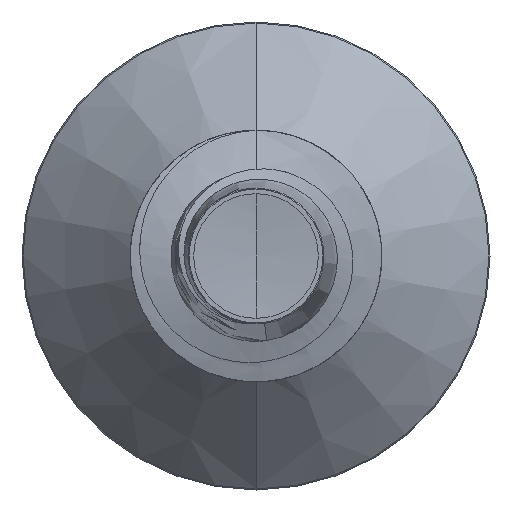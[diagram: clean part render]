
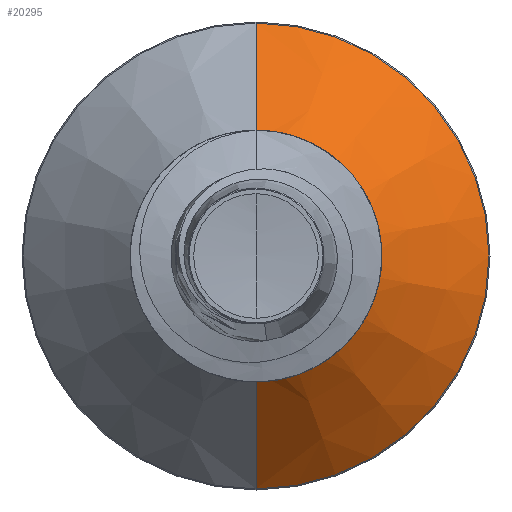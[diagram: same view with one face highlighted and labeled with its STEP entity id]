
A CAD part, front view. The second image highlights one B-rep face of the part: STEP entity #20295.
In plain terms, the highlighted conical face has half-angle 45 degrees and reference radius 2.301 mm.
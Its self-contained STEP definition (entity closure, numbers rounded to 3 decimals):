
#233 = EDGE_CURVE ( 'NONE', #7121, #10332, #5036, .T. ) ;
#383 = EDGE_CURVE ( 'NONE', #7906, #10332, #23745, .T. ) ;
#807 = CARTESIAN_POINT ( 'NONE',  ( 0., 21.901, 0. ) ) ;
#1677 = CIRCLE ( 'NONE', #4632, 2.301 ) ;
#3121 = DIRECTION ( 'NONE',  ( 0., 1., 0. ) ) ;
#3154 = CARTESIAN_POINT ( 'NONE',  ( 0., 21.901, 0. ) ) ;
#3676 = EDGE_CURVE ( 'NONE', #20936, #7906, #1677, .T. ) ;
#4179 = CARTESIAN_POINT ( 'NONE',  ( 0., 21.901, 2.301 ) ) ;
#4439 = DIRECTION ( 'NONE',  ( 0., 1., 0. ) ) ;
#4632 = AXIS2_PLACEMENT_3D ( 'NONE', #3154, #3121, #8134 ) ;
#4882 = CONICAL_SURFACE ( 'NONE', #15576, 2.301, 0.785 ) ;
#5036 = CIRCLE ( 'NONE', #23593, 4.628 ) ;
#5067 = FACE_OUTER_BOUND ( 'NONE', #21791, .T. ) ;
#5706 = DIRECTION ( 'NONE',  ( 0., 1., 0. ) ) ;
#6455 = LINE ( 'NONE', #17788, #19781 ) ;
#7121 = VERTEX_POINT ( 'NONE', #9342 ) ;
#7906 = VERTEX_POINT ( 'NONE', #9400 ) ;
#8134 = DIRECTION ( 'NONE',  ( 0., 0., 1. ) ) ;
#9249 = CARTESIAN_POINT ( 'NONE',  ( 0., 21.901, -2.301 ) ) ;
#9342 = CARTESIAN_POINT ( 'NONE',  ( 0., 24.228, 4.628 ) ) ;
#9400 = CARTESIAN_POINT ( 'NONE',  ( 0., 21.901, -2.301 ) ) ;
#10002 = CARTESIAN_POINT ( 'NONE',  ( 0., 24.228, 0. ) ) ;
#10332 = VERTEX_POINT ( 'NONE', #16492 ) ;
#13221 = EDGE_CURVE ( 'NONE', #20936, #7121, #6455, .T. ) ;
#14388 = DIRECTION ( 'NONE',  ( 0., 0., 1. ) ) ;
#14706 = ORIENTED_EDGE ( 'NONE', *, *, #383, .T. ) ;
#15408 = DIRECTION ( 'NONE',  ( 0., 0., 1. ) ) ;
#15462 = ORIENTED_EDGE ( 'NONE', *, *, #3676, .T. ) ;
#15576 = AXIS2_PLACEMENT_3D ( 'NONE', #807, #5706, #14388 ) ;
#16492 = CARTESIAN_POINT ( 'NONE',  ( 0., 24.228, -4.628 ) ) ;
#17763 = DIRECTION ( 'NONE',  ( 0., 0.707, 0.707 ) ) ;
#17788 = CARTESIAN_POINT ( 'NONE',  ( 0., 21.901, 2.301 ) ) ;
#18517 = ORIENTED_EDGE ( 'NONE', *, *, #233, .F. ) ;
#19654 = VECTOR ( 'NONE', #20044, 1000. ) ;
#19781 = VECTOR ( 'NONE', #17763, 1000. ) ;
#20044 = DIRECTION ( 'NONE',  ( 0., 0.707, -0.707 ) ) ;
#20295 = ADVANCED_FACE ( 'NONE', ( #5067 ), #4882, .T. ) ;
#20936 = VERTEX_POINT ( 'NONE', #4179 ) ;
#21791 = EDGE_LOOP ( 'NONE', ( #15462, #14706, #18517, #22890 ) ) ;
#22890 = ORIENTED_EDGE ( 'NONE', *, *, #13221, .F. ) ;
#23593 = AXIS2_PLACEMENT_3D ( 'NONE', #10002, #4439, #15408 ) ;
#23745 = LINE ( 'NONE', #9249, #19654 ) ;
